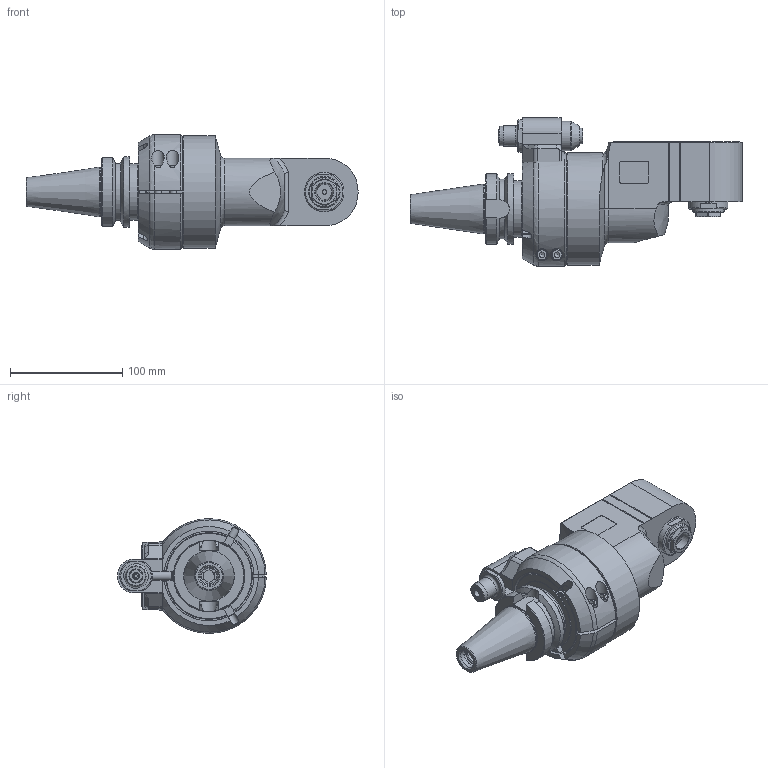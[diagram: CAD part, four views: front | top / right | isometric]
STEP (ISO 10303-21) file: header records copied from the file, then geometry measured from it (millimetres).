
FILE_DESCRIPTION(/* description */ (''),/* implementation_level */ '2;1');
FILE_NAME(/* name */ '9.FR9.13000-1B40.stp',/* time_stamp */ '2025-01-08T10:20:45-05:00',/* author */ ('jkrenzer'),/* organization */ (''),/* preprocessor_version */ 'ST-DEVELOPER v18.1',/* originating_system */ 'Autodesk Inventor 2022',/* authorisation */ '');
FILE_SCHEMA (('AUTOMOTIVE_DESIGN { 1 0 10303 214 3 1 1 }'));
Products named in the file (3): 9.FR9.13000-1B40; 9_FR9_13000; 9_GA1_346_2   (EVO, Type 1, BT40, 65mm)
Assembly tree (2 placements, depth 2):
  9.FR9.13000-1B40
    9_FR9_13000
    9_GA1_346_2   (EVO, Type 1, BT40, 65mm)
Bounding box: 295.4 x 132.23 x 101.99 mm (x, y, z)
Volume: 1201195 mm3; surface area: 151399.7 mm2
Topology: 5 solids, 7 shells, 438 faces, 1089 edges, 702 vertices
Faces by surface type: plane 217, cylinder 106, cone 85, torus 22, bspline 8
Full cylindrical faces by diameter (mm): 2.5 x1, 2.6 x2, 3 x2, 4 x1, 4.2 x4, 5 x2, 6 x4, 6.5 x1, 7 x1, 8 x1, 10 x4, 10.4 x2, 11 x1, 12 x3, 12.5 x1, 13 x1, 13.5 x1, 14 x2, 16 x1, 17 x1, 17.6 x1, 18 x2, 19 x1, 20.5 x1, 23 x1, 26 x1, 26.5 x1, 27 x1, 28 x1, 29 x1
Entity records: 43602 total; most frequent: CARTESIAN_POINT 33392, ORIENTED_EDGE 2156, DIRECTION 2058, EDGE_CURVE 1078, AXIS2_PLACEMENT_3D 779, VERTEX_POINT 702, LINE 500, VECTOR 500
